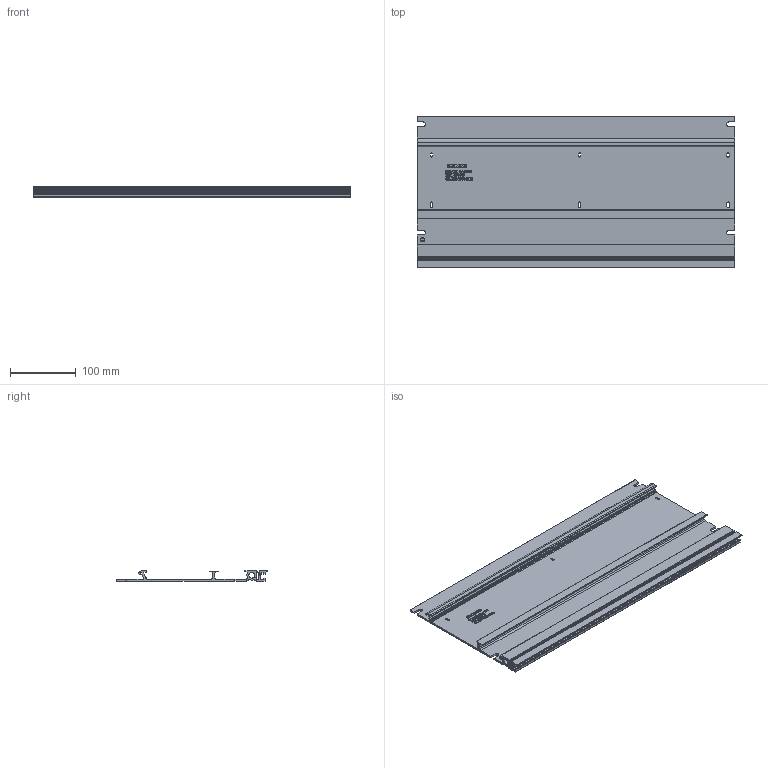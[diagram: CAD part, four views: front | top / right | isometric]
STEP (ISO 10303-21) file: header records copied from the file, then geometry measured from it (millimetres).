
FILE_DESCRIPTION(/* description */ (''),/* implementation_level */ '2;1');
FILE_NAME(/* name */ '6DL4160-1PP00-0XX0_3d.stp',/* time_stamp */ '2023-01-18T13:46:29+08:00',/* author */ (''),/* organization */ (''),/* preprocessor_version */ 'ST-DEVELOPER v18.102',/* originating_system */ 'SIEMENS PLM Software NX 2023',/* authorisation */ '');
FILE_SCHEMA (('AUTOMOTIVE_DESIGN { 1 0 10303 214 3 1 1 1 }'));
Length unit declared in the file: millimetre
Products named in the file (3): A5E52559031A_001; A5E52559032A_001; A5E52559012A_001
Assembly tree (2 placements, depth 2):
  A5E52559012A_001
    A5E52559032A_001
    A5E52559031A_001
Bounding box: 482.6 x 230 x 15.7 mm (x, y, z)
Volume: 468108.2 mm3; surface area: 326091 mm2
Topology: 45 solids, 45 shells, 795 faces, 2079 edges, 1386 vertices
Faces by surface type: plane 545, cylinder 169, extrusion 81
Full cylindrical faces by diameter (mm): 6 x1, 6.5 x1, 8.8 x1
Entity records: 33579 total; most frequent: CARTESIAN_POINT 8969, ORIENTED_EDGE 4114, DIRECTION 3290, EDGE_CURVE 2057, VERTEX_POINT 1386, VECTOR 1180, LINE 1099, AXIS2_PLACEMENT_3D 1055
